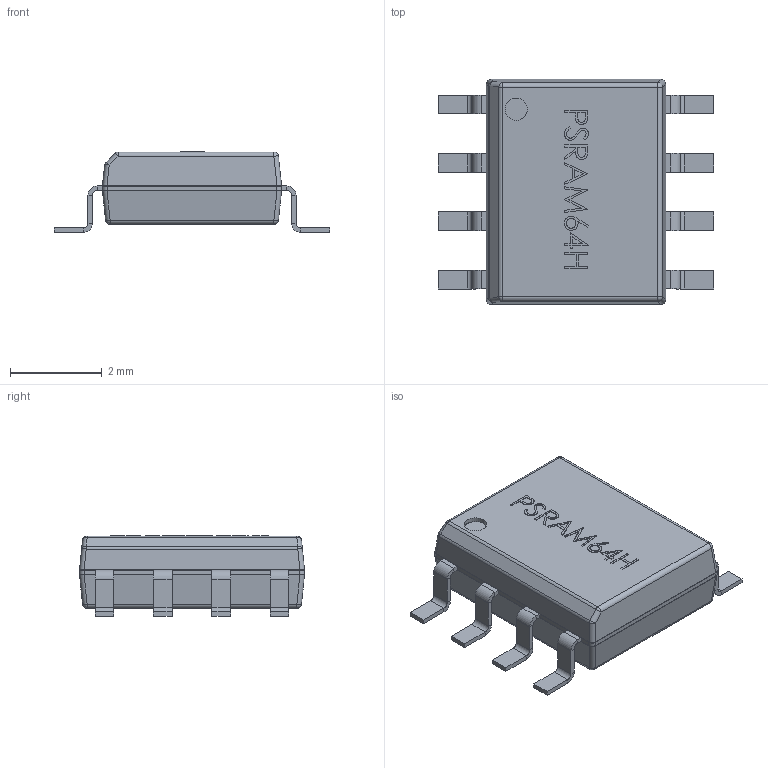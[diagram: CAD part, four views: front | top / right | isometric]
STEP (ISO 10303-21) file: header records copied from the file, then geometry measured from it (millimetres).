
FILE_DESCRIPTION (( 'STEP AP214' ), '1' );
FILE_NAME ('PSRAM64H.STEP', '2025-08-25T08:40:54', ( '' ), ( '' ), 'SwSTEP 2.0', 'SolidWorks 2022', '' );
FILE_SCHEMA (( 'AUTOMOTIVE_DESIGN' ));
Length unit declared in the file: millimetre
Products named in the file (1): PSRAM64H
Bounding box: 6 x 4.9 x 1.76 mm (x, y, z)
Surface area: 77.2 mm2 (no closed solid volume)
Topology: 0 solids, 10 shells, 365 faces, 808 edges, 476 vertices
Faces by surface type: plane 247, cylinder 65, bspline 43, sphere 10
Entity records: 16250 total; most frequent: CARTESIAN_POINT 4431, ORIENTED_EDGE 1614, DIRECTION 1448, EDGE_CURVE 808, LINE 606, VECTOR 606, VERTEX_POINT 476, AXIS2_PLACEMENT_3D 421
